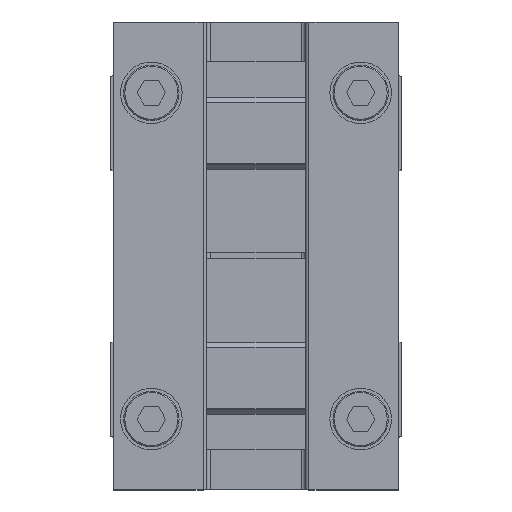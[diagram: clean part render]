
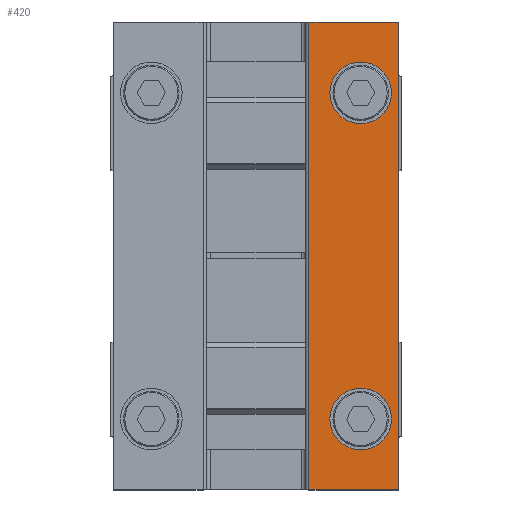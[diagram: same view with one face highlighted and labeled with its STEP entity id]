
A CAD part, top view. The second image highlights one B-rep face of the part: STEP entity #420.
In plain terms, the highlighted face is planar.
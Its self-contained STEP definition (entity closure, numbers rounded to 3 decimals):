
#420 = ADVANCED_FACE( '', ( #944, #945, #946 ), #947, .F. );
#944 = FACE_BOUND( '', #1591, .T. );
#945 = FACE_BOUND( '', #1592, .T. );
#946 = FACE_OUTER_BOUND( '', #1593, .T. );
#947 = PLANE( '', #1594 );
#1591 = EDGE_LOOP( '', ( #2640 ) );
#1592 = EDGE_LOOP( '', ( #2641 ) );
#1593 = EDGE_LOOP( '', ( #2642, #2643, #2644, #2645 ) );
#1594 = AXIS2_PLACEMENT_3D( '', #2646, #2647, #2648 );
#2640 = ORIENTED_EDGE( '', *, *, #3586, .T. );
#2641 = ORIENTED_EDGE( '', *, *, #3943, .T. );
#2642 = ORIENTED_EDGE( '', *, *, #3788, .T. );
#2643 = ORIENTED_EDGE( '', *, *, #3944, .F. );
#2644 = ORIENTED_EDGE( '', *, *, #3858, .F. );
#2645 = ORIENTED_EDGE( '', *, *, #3945, .T. );
#2646 = CARTESIAN_POINT( '', ( 0., 11.6, 19. ) );
#2647 = DIRECTION( '', ( 1., 0., 0. ) );
#2648 = DIRECTION( '', ( 0., 0., -1. ) );
#3586 = EDGE_CURVE( '', #4217, #4217, #4218, .T. );
#3788 = EDGE_CURVE( '', #4560, #4561, #4562, .T. );
#3858 = EDGE_CURVE( '', #4673, #4674, #4675, .T. );
#3943 = EDGE_CURVE( '', #4800, #4800, #4801, .T. );
#3944 = EDGE_CURVE( '', #4674, #4561, #4802, .T. );
#3945 = EDGE_CURVE( '', #4673, #4560, #4803, .T. );
#4217 = VERTEX_POINT( '', #5140 );
#4218 = CIRCLE( '', #5141, 2.5 );
#4560 = VERTEX_POINT( '', #5614 );
#4561 = VERTEX_POINT( '', #5615 );
#4562 = LINE( '', #5616, #5617 );
#4673 = VERTEX_POINT( '', #5765 );
#4674 = VERTEX_POINT( '', #5766 );
#4675 = LINE( '', #5767, #5768 );
#4800 = VERTEX_POINT( '', #5964 );
#4801 = CIRCLE( '', #5965, 2.5 );
#4802 = LINE( '', #5966, #5967 );
#4803 = LINE( '', #5968, #5969 );
#5140 = CARTESIAN_POINT( '', ( 0., 8.5, 10.75 ) );
#5141 = AXIS2_PLACEMENT_3D( '', #6416, #6417, #6418 );
#5614 = CARTESIAN_POINT( '', ( 0., 11.6, -19. ) );
#5615 = CARTESIAN_POINT( '', ( 0., 4.3, -19. ) );
#5616 = CARTESIAN_POINT( '', ( 0., 11.6, -19. ) );
#5617 = VECTOR( '', #6665, 1000. );
#5765 = CARTESIAN_POINT( '', ( 0., 11.6, 19. ) );
#5766 = CARTESIAN_POINT( '', ( 0., 4.3, 19. ) );
#5767 = CARTESIAN_POINT( '', ( 0., 11.6, 19. ) );
#5768 = VECTOR( '', #6754, 1000. );
#5964 = CARTESIAN_POINT( '', ( 0., 8.5, -15.75 ) );
#5965 = AXIS2_PLACEMENT_3D( '', #6864, #6865, #6866 );
#5966 = CARTESIAN_POINT( '', ( 0., 4.3, 19. ) );
#5967 = VECTOR( '', #6867, 1000. );
#5968 = CARTESIAN_POINT( '', ( 0., 11.6, 19. ) );
#5969 = VECTOR( '', #6868, 1000. );
#6416 = CARTESIAN_POINT( '', ( 0., 8.5, 13.25 ) );
#6417 = DIRECTION( '', ( 1., 0., 0. ) );
#6418 = DIRECTION( '', ( 0., 0., -1. ) );
#6665 = DIRECTION( '', ( 0., -1., 0. ) );
#6754 = DIRECTION( '', ( 0., -1., 0. ) );
#6864 = CARTESIAN_POINT( '', ( 0., 8.5, -13.25 ) );
#6865 = DIRECTION( '', ( 1., 0., 0. ) );
#6866 = DIRECTION( '', ( 0., 0., -1. ) );
#6867 = DIRECTION( '', ( 0., 0., -1. ) );
#6868 = DIRECTION( '', ( 0., 0., -1. ) );
